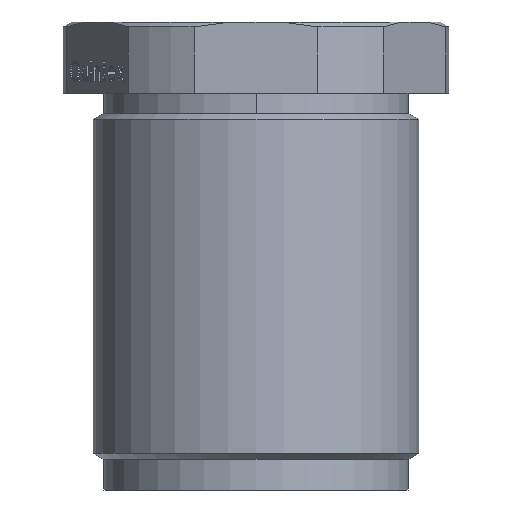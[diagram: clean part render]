
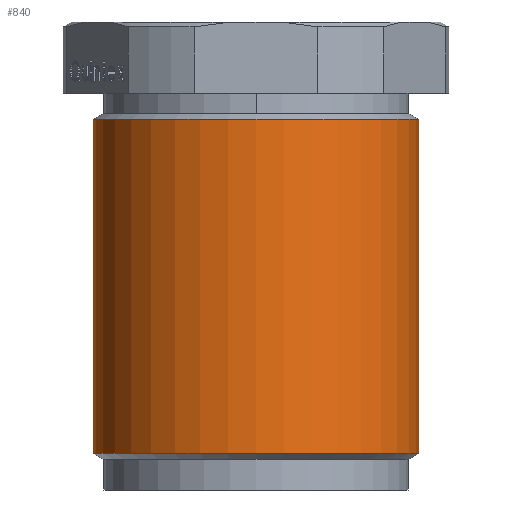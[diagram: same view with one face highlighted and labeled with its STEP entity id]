
A CAD part, front view. The second image highlights one B-rep face of the part: STEP entity #840.
In plain terms, the highlighted cylindrical face has radius 16 mm (diameter 32 mm), a partial arc.
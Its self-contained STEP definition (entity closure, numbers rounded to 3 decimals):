
#430=CARTESIAN_POINT('',(47.,50.,0.));
#440=DIRECTION('',(0.,0.,1.));
#450=DIRECTION('',(1.,0.,0.));
#460=AXIS2_PLACEMENT_3D('',#430,#440,#450);
#470=CYLINDRICAL_SURFACE('',#460,16.);
#480=CARTESIAN_POINT('',(31.,50.,0.));
#490=DIRECTION('',(0.,0.,1.));
#500=VECTOR('',#490,1.);
#510=LINE('',#480,#500);
#520=CARTESIAN_POINT('',(31.,50.,-12.4));
#530=VERTEX_POINT('',#520);
#540=CARTESIAN_POINT('',(31.,50.,20.423));
#550=VERTEX_POINT('',#540);
#560=EDGE_CURVE('',#530,#550,#510,.T.);
#570=ORIENTED_EDGE('',*,*,#560,.F.);
#580=CARTESIAN_POINT('',(47.,50.,20.423));
#590=DIRECTION('',(0.,0.,1.));
#600=DIRECTION('',(1.,0.,0.));
#610=AXIS2_PLACEMENT_3D('',#580,#590,#600);
#620=CIRCLE('',#610,16.);
#630=CARTESIAN_POINT('',(63.,50.,20.423));
#640=VERTEX_POINT('044784-1499145342-408d5ccb334c-0 1994538',#630);
#650=EDGE_CURVE('044784-1499145342-408d5ccb334c-0 1980764',#550,#640,
#620,.T.);
#660=ORIENTED_EDGE('',*,*,#650,.F.);
#670=CARTESIAN_POINT('',(63.,50.,0.));
#680=DIRECTION('',(0.,0.,1.));
#690=VECTOR('',#680,1.);
#700=LINE('',#670,#690);
#710=CARTESIAN_POINT('',(63.,50.,-12.4));
#720=VERTEX_POINT('377581-1179129246-15c55b27c6-0 72618',#710);
#730=EDGE_CURVE('',#720,#640,#700,.T.);
#740=ORIENTED_EDGE('',*,*,#730,.T.);
#750=CARTESIAN_POINT('',(47.,50.,-12.4));
#760=DIRECTION('',(0.,0.,1.));
#770=DIRECTION('',(1.,0.,0.));
#780=AXIS2_PLACEMENT_3D('',#750,#760,#770);
#790=CIRCLE('',#780,16.);
#800=EDGE_CURVE('044784-1499145342-408d5ccb334c-0 2003834',#530,#720,
#790,.T.);
#810=ORIENTED_EDGE('',*,*,#800,.T.);
#820=EDGE_LOOP('',(#810,#740,#660,#570));
#830=FACE_OUTER_BOUND('',#820,.T.);
#840=ADVANCED_FACE('377581-1179129246-15c55b27c6-0 18638',(#830),#470,
.T.);
